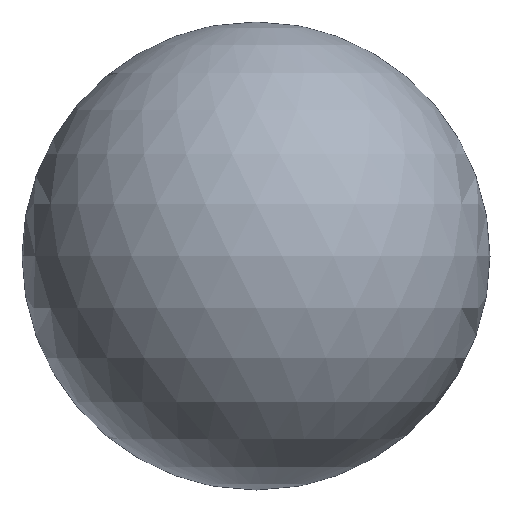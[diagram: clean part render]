
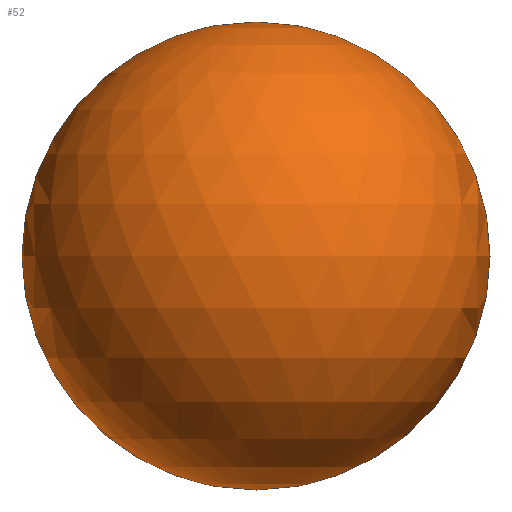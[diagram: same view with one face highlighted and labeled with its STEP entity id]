
A CAD part, front view. The second image highlights one B-rep face of the part: STEP entity #52.
In plain terms, the highlighted spherical face has radius 50 mm.
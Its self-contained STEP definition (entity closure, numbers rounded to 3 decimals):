
#52=ADVANCED_FACE('',(#57),#58,.T.);
#57=FACE_OUTER_BOUND('',#62,.T.);
#58=SPHERICAL_SURFACE('',#63,50.0);
#62=EDGE_LOOP('',(#70,#71));
#63=AXIS2_PLACEMENT_3D('',#72,#73,#74);
#70=ORIENTED_EDGE('',*,*,#76,.T.);
#71=ORIENTED_EDGE('',*,*,#77,.T.);
#72=CARTESIAN_POINT('',(150.574,144.144,0.0));
#73=DIRECTION('',(0.0,0.0,1.0));
#74=DIRECTION('',(1.0,0.0,0.0));
#76=EDGE_CURVE('',#78,#79,#80,.T.);
#77=EDGE_CURVE('',#79,#78,#81,.T.);
#78=VERTEX_POINT('',#82);
#79=VERTEX_POINT('',#83);
#80=CIRCLE('',#84,50.0);
#81=CIRCLE('',#85,50.0);
#82=CARTESIAN_POINT('',(150.574,144.144,-50.0));
#83=CARTESIAN_POINT('',(150.574,144.144,50.0));
#84=AXIS2_PLACEMENT_3D('',#86,#87,#88);
#85=AXIS2_PLACEMENT_3D('',#89,#90,#91);
#86=CARTESIAN_POINT('',(150.574,144.144,0.0));
#87=DIRECTION('',(0.0,-1.0,0.0));
#88=DIRECTION('',(0.0,0.0,1.0));
#89=CARTESIAN_POINT('',(150.574,144.144,0.0));
#90=DIRECTION('',(0.0,-1.0,0.0));
#91=DIRECTION('',(0.0,0.0,1.0));
